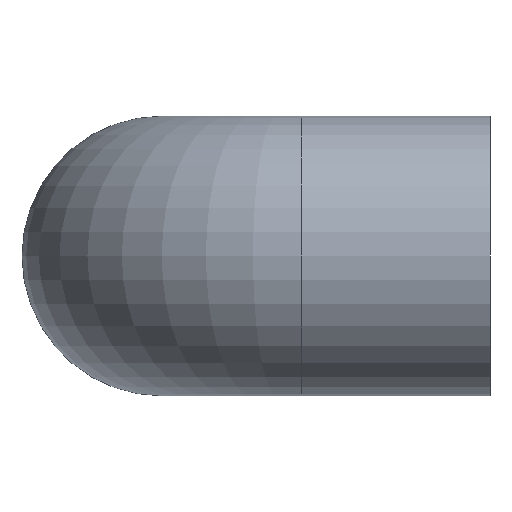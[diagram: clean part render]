
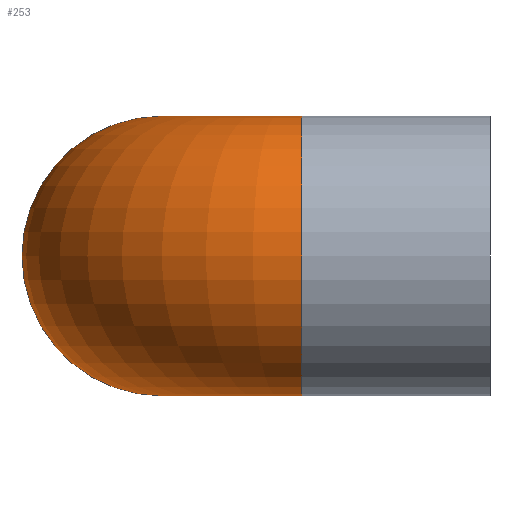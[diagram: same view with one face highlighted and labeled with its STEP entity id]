
A CAD part, left-side view. The second image highlights one B-rep face of the part: STEP entity #253.
In plain terms, the highlighted toroidal (fillet/blend) face has major radius 112.5 mm and minor radius 112.5 mm.
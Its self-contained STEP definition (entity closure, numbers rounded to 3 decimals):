
#1 = AXIS2_PLACEMENT_3D ( 'NONE', #230, #374, #33 ) ;
#2 = TOROIDAL_SURFACE ( 'NONE', #296, 112.5, 112.5 ) ;
#3 = DIRECTION ( 'NONE',  ( 0., 0., 1. ) ) ;
#6 = CARTESIAN_POINT ( 'NONE',  ( 112.5, 151.5, 0. ) ) ;
#8 = AXIS2_PLACEMENT_3D ( 'NONE', #355, #14, #176 ) ;
#14 = DIRECTION ( 'NONE',  ( 0., 1., 0. ) ) ;
#19 = CIRCLE ( 'NONE', #8, 112.5 ) ;
#30 = AXIS2_PLACEMENT_3D ( 'NONE', #227, #371, #31 ) ;
#31 = DIRECTION ( 'NONE',  ( 0., 0., 1. ) ) ;
#33 = DIRECTION ( 'NONE',  ( 0., 0., 1. ) ) ;
#34 = EDGE_CURVE ( 'NONE', #70, #226, #89, .T. ) ;
#47 = EDGE_CURVE ( 'NONE', #143, #70, #84, .T. ) ;
#54 = VERTEX_POINT ( 'NONE', #276 ) ;
#60 = ORIENTED_EDGE ( 'NONE', *, *, #405, .F. ) ;
#70 = VERTEX_POINT ( 'NONE', #6 ) ;
#79 = CIRCLE ( 'NONE', #147, 112.5 ) ;
#82 = AXIS2_PLACEMENT_3D ( 'NONE', #313, #453, #134 ) ;
#84 = CIRCLE ( 'NONE', #82, 112.5 ) ;
#85 = AXIS2_PLACEMENT_3D ( 'NONE', #207, #347, #3 ) ;
#89 = CIRCLE ( 'NONE', #85, 112.5 ) ;
#122 = CARTESIAN_POINT ( 'NONE',  ( 112.5, 264., 112.5 ) ) ;
#126 = DIRECTION ( 'NONE',  ( 1., 0., 0. ) ) ;
#134 = DIRECTION ( 'NONE',  ( 0., 0., 1. ) ) ;
#143 = VERTEX_POINT ( 'NONE', #210 ) ;
#147 = AXIS2_PLACEMENT_3D ( 'NONE', #444, #126, #269 ) ;
#151 = EDGE_CURVE ( 'NONE', #70, #54, #19, .T. ) ;
#152 = DIRECTION ( 'NONE',  ( -1., 0., 0. ) ) ;
#176 = DIRECTION ( 'NONE',  ( 0., 0., 1. ) ) ;
#207 = CARTESIAN_POINT ( 'NONE',  ( 112.5, 264., 0. ) ) ;
#209 = ORIENTED_EDGE ( 'NONE', *, *, #151, .T. ) ;
#210 = CARTESIAN_POINT ( 'NONE',  ( 0., 151.5, 112.5 ) ) ;
#224 = EDGE_LOOP ( 'NONE', ( #333, #209, #432, #437, #421, #60 ) ) ;
#226 = VERTEX_POINT ( 'NONE', #469 ) ;
#227 = CARTESIAN_POINT ( 'NONE',  ( 0., 151.5, 0. ) ) ;
#228 = CIRCLE ( 'NONE', #1, 112.5 ) ;
#230 = CARTESIAN_POINT ( 'NONE',  ( 112.5, 264., 0. ) ) ;
#249 = CIRCLE ( 'NONE', #30, 112.5 ) ;
#253 = ADVANCED_FACE ( 'NONE', ( #363 ), #2, .T. ) ;
#269 = DIRECTION ( 'NONE',  ( 0., 0., 1. ) ) ;
#276 = CARTESIAN_POINT ( 'NONE',  ( 0., 151.5, -112.5 ) ) ;
#296 = AXIS2_PLACEMENT_3D ( 'NONE', #330, #471, #152 ) ;
#313 = CARTESIAN_POINT ( 'NONE',  ( 0., 151.5, 0. ) ) ;
#326 = VERTEX_POINT ( 'NONE', #122 ) ;
#330 = CARTESIAN_POINT ( 'NONE',  ( 112.5, 151.5, 0. ) ) ;
#333 = ORIENTED_EDGE ( 'NONE', *, *, #34, .F. ) ;
#347 = DIRECTION ( 'NONE',  ( 1., 0., 0. ) ) ;
#348 = EDGE_CURVE ( 'NONE', #54, #143, #249, .T. ) ;
#355 = CARTESIAN_POINT ( 'NONE',  ( 0., 151.5, 0. ) ) ;
#363 = FACE_OUTER_BOUND ( 'NONE', #224, .T. ) ;
#371 = DIRECTION ( 'NONE',  ( 0., 1., 0. ) ) ;
#374 = DIRECTION ( 'NONE',  ( 1., 0., 0. ) ) ;
#379 = EDGE_CURVE ( 'NONE', #326, #70, #228, .T. ) ;
#405 = EDGE_CURVE ( 'NONE', #226, #326, #79, .T. ) ;
#421 = ORIENTED_EDGE ( 'NONE', *, *, #379, .F. ) ;
#432 = ORIENTED_EDGE ( 'NONE', *, *, #348, .T. ) ;
#437 = ORIENTED_EDGE ( 'NONE', *, *, #47, .T. ) ;
#444 = CARTESIAN_POINT ( 'NONE',  ( 112.5, 264., 0. ) ) ;
#453 = DIRECTION ( 'NONE',  ( 0., 1., 0. ) ) ;
#469 = CARTESIAN_POINT ( 'NONE',  ( 112.5, 264., -112.5 ) ) ;
#471 = DIRECTION ( 'NONE',  ( 0., 0., -1. ) ) ;
